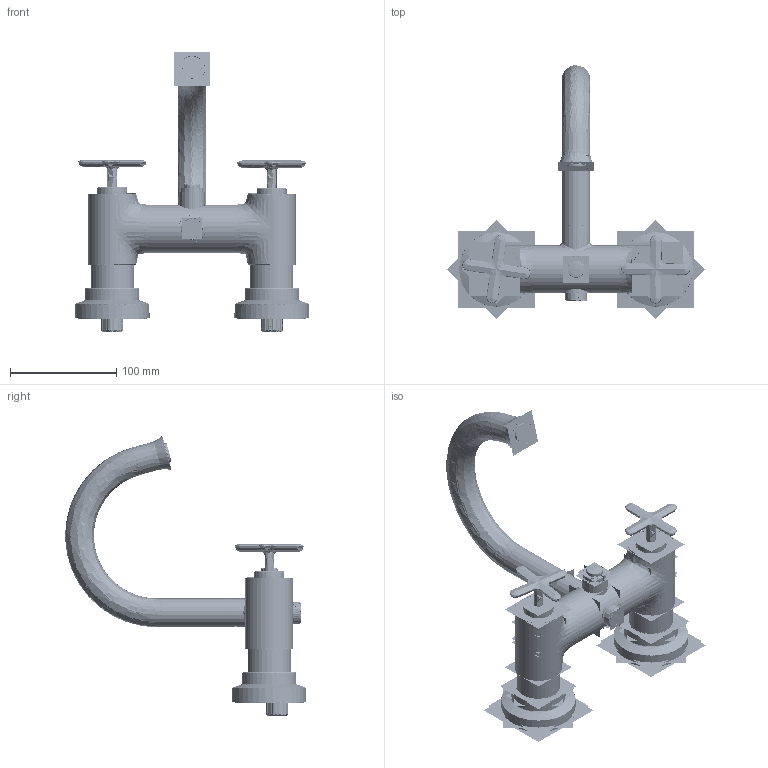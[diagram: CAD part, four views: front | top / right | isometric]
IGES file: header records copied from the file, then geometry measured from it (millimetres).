
Start section:  PTC IGES file: a42893_asm.igs
Global section: file name: a42893_asm.igs; native system: Creo Parametric by PTC Inc.; preprocessor: 2022124; author: cagatay.atak; organization: Unknown; date: 20230123.102142; units: millimetre
Bounding box: 243.12 x 238.78 x 264.08 mm (x, y, z)
Surface area: 2578007.1 mm2 (no closed solid volume)
Topology: 0 solids, 0 shells, 16917 faces, 263035 edges, 343986 vertices
Faces by surface type: revolution 9345, bspline 7538, extrusion 34
